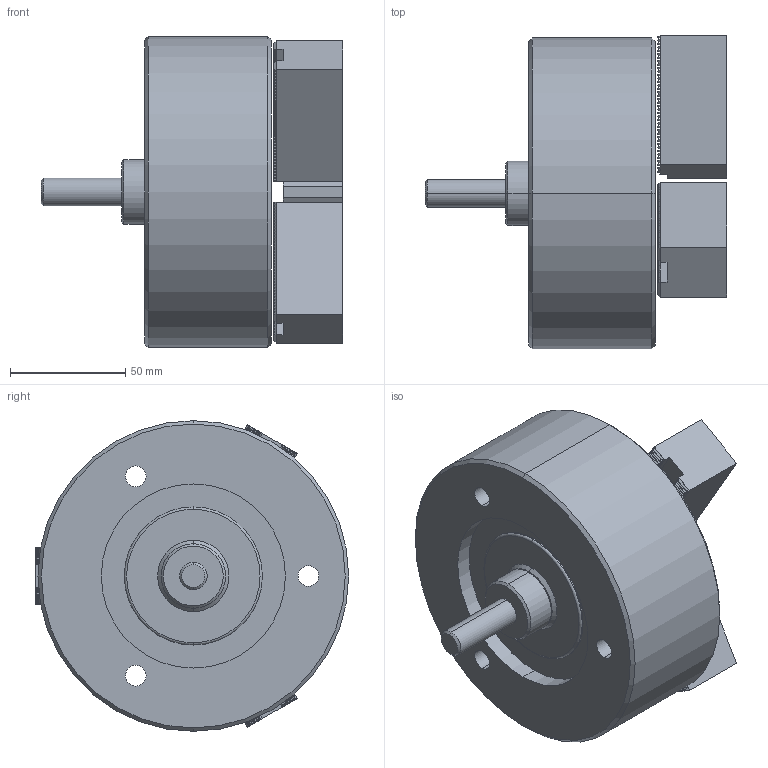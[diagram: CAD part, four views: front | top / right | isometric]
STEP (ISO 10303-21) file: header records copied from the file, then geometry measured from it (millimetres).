
FILE_DESCRIPTION (( 'STEP AP203' ), '1' );
FILE_NAME ('3P-05²Õ¦X¥ó.STEP', '2011-03-15T07:26:49', ( 'user' ), ( '' ), 'SwSTEP 2.0', 'SolidWorks 2010', '' );
FILE_SCHEMA (( 'CONFIG_CONTROL_DESIGN' ));
Length unit declared in the file: metre
Products named in the file (6): 3P-05組合件; 3P-05中仁; SJ-05; 3P-05連接管螺帽; 3P-05本體; 3P-05連接管螺栓
Assembly tree (7 placements, depth 2):
  3P-05組合件
    3P-05本體
    SJ-05  x3
    3P-05連接管螺栓
    3P-05連接管螺帽
    3P-05中仁
Bounding box: 131.2 x 136.15 x 135 mm (x, y, z)
Volume: 823732 mm3; surface area: 105880.6 mm2
Topology: 7 solids, 7 shells, 1095 faces, 3198 edges, 2123 vertices
Faces by surface type: plane 795, cylinder 278, cone 18, torus 4
Entity records: 14028 total; most frequent: CARTESIAN_POINT 2880, ORIENTED_EDGE 2360, DIRECTION 1972, EDGE_CURVE 1180, LINE 918, VECTOR 918, VERTEX_POINT 779, AXIS2_PLACEMENT_3D 527
